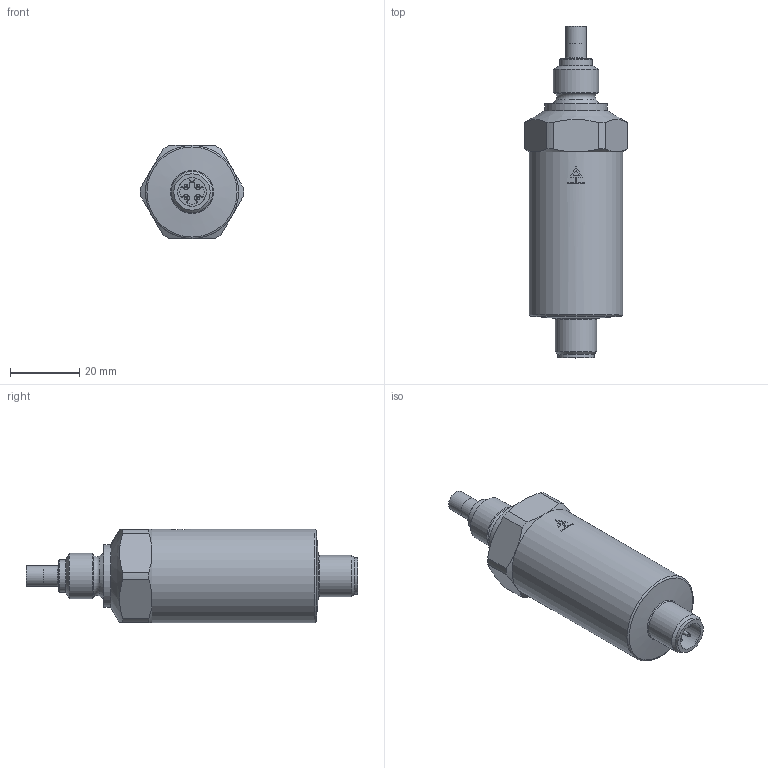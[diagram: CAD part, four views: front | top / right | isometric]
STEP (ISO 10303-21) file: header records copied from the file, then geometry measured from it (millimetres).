
FILE_DESCRIPTION(/* description */ ('Unknown'),/* implementation_level */ '2;1');
FILE_NAME(/* name */ 'PF20S-11.010.G030',/* time_stamp */ '2021-12-07T07:37:38+01:00',/* author */ ('Unknown'),/* organization */ ('Baumer'),/* preprocessor_version */ 'ST-DEVELOPER v16.7',/* originating_system */ 'Solid Edge',/* authorisation */ 'Unknown');
FILE_SCHEMA (('AUTOMOTIVE_DESIGN {1 0 10303 214 3 1 1}'));
Length unit declared in the file: millimetre
Products named in the file (1): PF20S-11.010.G030
Bounding box: 29.99 x 96.2 x 27 mm (x, y, z)
Volume: 37398.7 mm3; surface area: 8291 mm2
Topology: 1 solids, 3 shells, 105 faces, 250 edges, 158 vertices
Faces by surface type: cylinder 41, plane 37, cone 21, torus 6
Full cylindrical faces by diameter (mm): 1 x4, 5.44 x1, 6 x1, 8.3 x1, 9.4 x1, 9.5 x2, 9.9 x1, 10 x1, 10.5 x1, 12 x1, 13.157 x1, 18 x1, 27 x1
Entity records: 4119 total; most frequent: CARTESIAN_POINT 1089, DIRECTION 509, ORIENTED_EDGE 398, AXIS2_PLACEMENT_3D 223, EDGE_CURVE 199, EDGE_LOOP 155, FACE_BOUND 155, VERTEX_POINT 146
